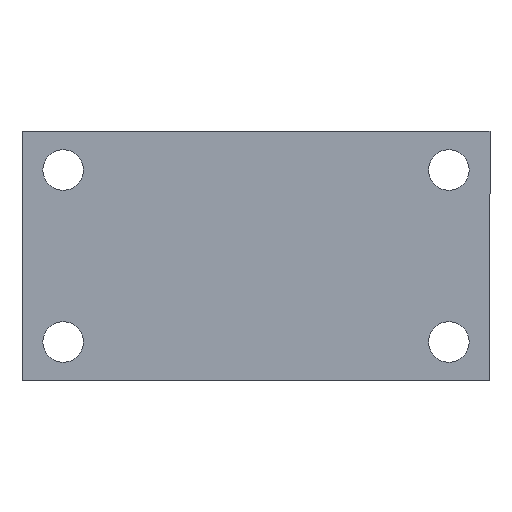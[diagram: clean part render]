
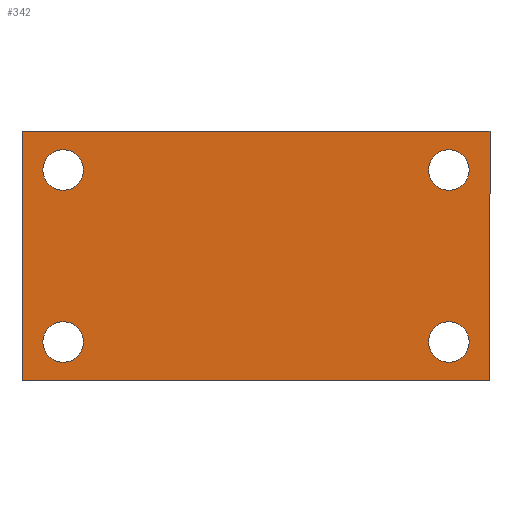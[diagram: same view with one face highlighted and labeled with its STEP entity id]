
A CAD part, front view. The second image highlights one B-rep face of the part: STEP entity #342.
In plain terms, the highlighted planar face has unit normal (0, -1, 0).
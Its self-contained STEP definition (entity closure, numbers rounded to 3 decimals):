
#72 = DIRECTION ( 'NONE',  ( 0., 0., 1. ) ) ;
#73 = CARTESIAN_POINT ( 'NONE',  ( -19.05, 0., 10.16 ) ) ;
#91 = PLANE ( 'NONE',  #2245 ) ;
#110 = VERTEX_POINT ( 'NONE', #2770 ) ;
#161 = CARTESIAN_POINT ( 'NONE',  ( 15.7, 0., -5.35 ) ) ;
#172 = CIRCLE ( 'NONE', #2387, 1.65 ) ;
#187 = ORIENTED_EDGE ( 'NONE', *, *, #2291, .F. ) ;
#190 = DIRECTION ( 'NONE',  ( 0., 0., -1. ) ) ;
#194 = CARTESIAN_POINT ( 'NONE',  ( -15.7, 0., -7. ) ) ;
#225 = EDGE_CURVE ( 'NONE', #1274, #2191, #172, .T. ) ;
#231 = DIRECTION ( 'NONE',  ( 1., 0., 0. ) ) ;
#234 = VERTEX_POINT ( 'NONE', #1547 ) ;
#241 = LINE ( 'NONE', #1095, #1120 ) ;
#260 = EDGE_CURVE ( 'NONE', #234, #2166, #241, .T. ) ;
#339 = FACE_BOUND ( 'NONE', #1809, .T. ) ;
#342 = ADVANCED_FACE ( 'NONE', ( #339, #961, #2310, #988, #1149 ), #91, .F. ) ;
#350 = LINE ( 'NONE', #995, #704 ) ;
#419 = CIRCLE ( 'NONE', #2049, 1.65 ) ;
#483 = DIRECTION ( 'NONE',  ( 0., -1., 0. ) ) ;
#527 = DIRECTION ( 'NONE',  ( 0., 0., -1. ) ) ;
#531 = CIRCLE ( 'NONE', #1684, 1.65 ) ;
#538 = EDGE_CURVE ( 'NONE', #1132, #2265, #2651, .T. ) ;
#547 = EDGE_CURVE ( 'NONE', #2265, #1132, #1340, .T. ) ;
#604 = EDGE_LOOP ( 'NONE', ( #2231, #2060 ) ) ;
#636 = EDGE_CURVE ( 'NONE', #1901, #234, #2546, .T. ) ;
#701 = DIRECTION ( 'NONE',  ( 0., -1., 0. ) ) ;
#704 = VECTOR ( 'NONE', #1203, 1000. ) ;
#707 = DIRECTION ( 'NONE',  ( 0., 0., 1. ) ) ;
#709 = CARTESIAN_POINT ( 'NONE',  ( -15.7, 0., 8.65 ) ) ;
#815 = CARTESIAN_POINT ( 'NONE',  ( 15.7, 0., 5.35 ) ) ;
#822 = DIRECTION ( 'NONE',  ( 0., -1., 0. ) ) ;
#844 = ORIENTED_EDGE ( 'NONE', *, *, #260, .F. ) ;
#928 = EDGE_LOOP ( 'NONE', ( #844, #1769, #187, #2119 ) ) ;
#952 = CARTESIAN_POINT ( 'NONE',  ( 15.7, 0., -7. ) ) ;
#955 = DIRECTION ( 'NONE',  ( 0., -1., 0. ) ) ;
#961 = FACE_BOUND ( 'NONE', #604, .T. ) ;
#972 = CARTESIAN_POINT ( 'NONE',  ( -19.05, 0., -10.16 ) ) ;
#974 = ORIENTED_EDGE ( 'NONE', *, *, #538, .F. ) ;
#988 = FACE_BOUND ( 'NONE', #2632, .T. ) ;
#995 = CARTESIAN_POINT ( 'NONE',  ( 19.05, 0., -10.16 ) ) ;
#1018 = EDGE_CURVE ( 'NONE', #2166, #110, #1318, .T. ) ;
#1035 = DIRECTION ( 'NONE',  ( 0., -1., 0. ) ) ;
#1076 = ORIENTED_EDGE ( 'NONE', *, *, #1752, .F. ) ;
#1095 = CARTESIAN_POINT ( 'NONE',  ( -19.05, 0., -10.16 ) ) ;
#1098 = VERTEX_POINT ( 'NONE', #709 ) ;
#1115 = DIRECTION ( 'NONE',  ( 0., 0., -1. ) ) ;
#1120 = VECTOR ( 'NONE', #707, 1000. ) ;
#1132 = VERTEX_POINT ( 'NONE', #1401 ) ;
#1149 = FACE_OUTER_BOUND ( 'NONE', #928, .T. ) ;
#1203 = DIRECTION ( 'NONE',  ( 0., 0., -1. ) ) ;
#1218 = EDGE_LOOP ( 'NONE', ( #2471, #974 ) ) ;
#1255 = ORIENTED_EDGE ( 'NONE', *, *, #1264, .F. ) ;
#1264 = EDGE_CURVE ( 'NONE', #1738, #2377, #2593, .T. ) ;
#1274 = VERTEX_POINT ( 'NONE', #161 ) ;
#1318 = LINE ( 'NONE', #73, #1950 ) ;
#1340 = CIRCLE ( 'NONE', #2564, 1.65 ) ;
#1386 = CIRCLE ( 'NONE', #1768, 1.65 ) ;
#1401 = CARTESIAN_POINT ( 'NONE',  ( 15.7, 0., 8.65 ) ) ;
#1493 = AXIS2_PLACEMENT_3D ( 'NONE', #2228, #955, #2462 ) ;
#1522 = AXIS2_PLACEMENT_3D ( 'NONE', #2367, #1035, #190 ) ;
#1538 = VECTOR ( 'NONE', #2748, 1000. ) ;
#1547 = CARTESIAN_POINT ( 'NONE',  ( -19.05, 0., -10.16 ) ) ;
#1605 = CARTESIAN_POINT ( 'NONE',  ( 0., 0., 0. ) ) ;
#1631 = EDGE_CURVE ( 'NONE', #2377, #1738, #2647, .T. ) ;
#1684 = AXIS2_PLACEMENT_3D ( 'NONE', #2468, #483, #2247 ) ;
#1720 = VERTEX_POINT ( 'NONE', #1987 ) ;
#1738 = VERTEX_POINT ( 'NONE', #2455 ) ;
#1752 = EDGE_CURVE ( 'NONE', #1098, #1720, #1386, .T. ) ;
#1768 = AXIS2_PLACEMENT_3D ( 'NONE', #2222, #2700, #2011 ) ;
#1769 = ORIENTED_EDGE ( 'NONE', *, *, #636, .F. ) ;
#1809 = EDGE_LOOP ( 'NONE', ( #1255, #2636 ) ) ;
#1901 = VERTEX_POINT ( 'NONE', #2805 ) ;
#1950 = VECTOR ( 'NONE', #231, 1000. ) ;
#1984 = DIRECTION ( 'NONE',  ( 0., -1., 0. ) ) ;
#1987 = CARTESIAN_POINT ( 'NONE',  ( -15.7, 0., 5.35 ) ) ;
#2011 = DIRECTION ( 'NONE',  ( 0., 0., -1. ) ) ;
#2037 = CARTESIAN_POINT ( 'NONE',  ( -19.05, 0., 10.16 ) ) ;
#2049 = AXIS2_PLACEMENT_3D ( 'NONE', #952, #2687, #527 ) ;
#2060 = ORIENTED_EDGE ( 'NONE', *, *, #225, .F. ) ;
#2068 = DIRECTION ( 'NONE',  ( 0., 1., 0. ) ) ;
#2119 = ORIENTED_EDGE ( 'NONE', *, *, #1018, .F. ) ;
#2166 = VERTEX_POINT ( 'NONE', #2037 ) ;
#2191 = VERTEX_POINT ( 'NONE', #2504 ) ;
#2216 = EDGE_CURVE ( 'NONE', #2191, #1274, #419, .T. ) ;
#2222 = CARTESIAN_POINT ( 'NONE',  ( -15.7, 0., 7. ) ) ;
#2228 = CARTESIAN_POINT ( 'NONE',  ( 15.7, 0., 7. ) ) ;
#2229 = AXIS2_PLACEMENT_3D ( 'NONE', #194, #822, #2835 ) ;
#2231 = ORIENTED_EDGE ( 'NONE', *, *, #2216, .F. ) ;
#2244 = CARTESIAN_POINT ( 'NONE',  ( 15.7, 0., 7. ) ) ;
#2245 = AXIS2_PLACEMENT_3D ( 'NONE', #1605, #2068, #72 ) ;
#2247 = DIRECTION ( 'NONE',  ( 0., 0., -1. ) ) ;
#2265 = VERTEX_POINT ( 'NONE', #815 ) ;
#2291 = EDGE_CURVE ( 'NONE', #110, #1901, #350, .T. ) ;
#2310 = FACE_BOUND ( 'NONE', #1218, .T. ) ;
#2367 = CARTESIAN_POINT ( 'NONE',  ( -15.7, 0., -7. ) ) ;
#2377 = VERTEX_POINT ( 'NONE', #2731 ) ;
#2387 = AXIS2_PLACEMENT_3D ( 'NONE', #2666, #1984, #2467 ) ;
#2455 = CARTESIAN_POINT ( 'NONE',  ( -15.7, 0., -8.65 ) ) ;
#2462 = DIRECTION ( 'NONE',  ( 0., 0., -1. ) ) ;
#2467 = DIRECTION ( 'NONE',  ( 0., 0., -1. ) ) ;
#2468 = CARTESIAN_POINT ( 'NONE',  ( -15.7, 0., 7. ) ) ;
#2471 = ORIENTED_EDGE ( 'NONE', *, *, #547, .F. ) ;
#2504 = CARTESIAN_POINT ( 'NONE',  ( 15.7, 0., -8.65 ) ) ;
#2546 = LINE ( 'NONE', #972, #1538 ) ;
#2564 = AXIS2_PLACEMENT_3D ( 'NONE', #2244, #701, #1115 ) ;
#2593 = CIRCLE ( 'NONE', #1522, 1.65 ) ;
#2632 = EDGE_LOOP ( 'NONE', ( #2717, #1076 ) ) ;
#2636 = ORIENTED_EDGE ( 'NONE', *, *, #1631, .F. ) ;
#2647 = CIRCLE ( 'NONE', #2229, 1.65 ) ;
#2651 = CIRCLE ( 'NONE', #1493, 1.65 ) ;
#2666 = CARTESIAN_POINT ( 'NONE',  ( 15.7, 0., -7. ) ) ;
#2687 = DIRECTION ( 'NONE',  ( 0., -1., 0. ) ) ;
#2700 = DIRECTION ( 'NONE',  ( 0., -1., 0. ) ) ;
#2717 = ORIENTED_EDGE ( 'NONE', *, *, #2785, .F. ) ;
#2731 = CARTESIAN_POINT ( 'NONE',  ( -15.7, 0., -5.35 ) ) ;
#2748 = DIRECTION ( 'NONE',  ( -1., 0., 0. ) ) ;
#2770 = CARTESIAN_POINT ( 'NONE',  ( 19.05, 0., 10.16 ) ) ;
#2785 = EDGE_CURVE ( 'NONE', #1720, #1098, #531, .T. ) ;
#2805 = CARTESIAN_POINT ( 'NONE',  ( 19.05, 0., -10.16 ) ) ;
#2835 = DIRECTION ( 'NONE',  ( 0., 0., -1. ) ) ;
